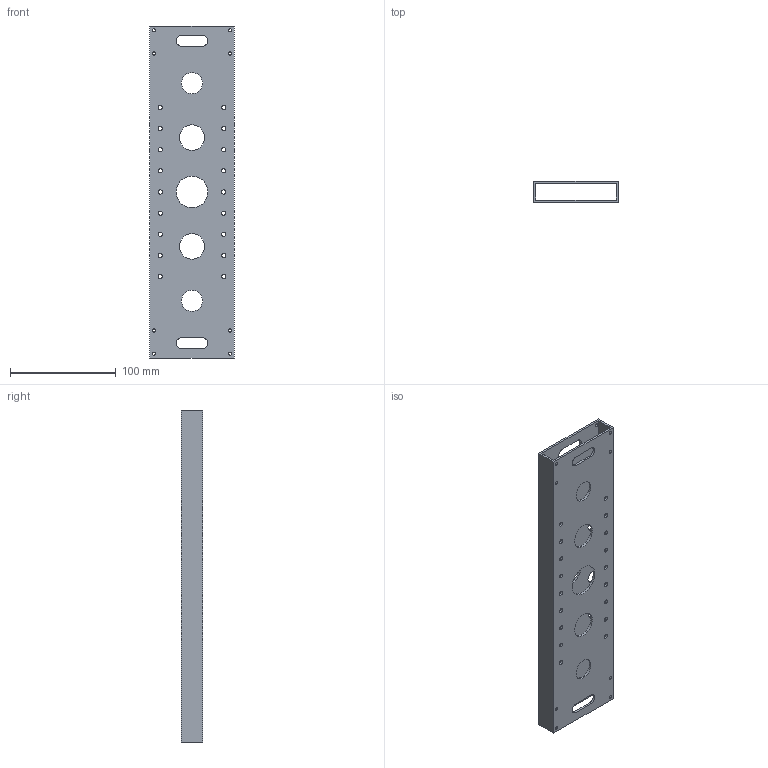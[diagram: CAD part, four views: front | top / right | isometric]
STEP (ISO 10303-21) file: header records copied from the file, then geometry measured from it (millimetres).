
FILE_DESCRIPTION (( 'STEP AP203' ), '1' );
FILE_NAME ('ｵﾗﾅﾌｼﾓﾇｿｺ眞ｺﾊﾘｻ､ﾊﾞｳ､.STEP', '2024-11-05T11:32:25', ( '' ), ( '' ), 'SwSTEP 2.0', 'SolidWorks 2020', '' );
FILE_SCHEMA (( 'CONFIG_CONTROL_DESIGN' ));
Length unit declared in the file: millimetre
Products named in the file (1): ｵﾗﾅﾌｼﾓﾇｿｺ眞ｺﾊﾘｻ､ﾊﾞｳ､
Bounding box: 80 x 20 x 314 mm (x, y, z)
Volume: 104637.8 mm3; surface area: 109571.1 mm2
Topology: 1 solids, 1 shells, 154 faces, 456 edges, 304 vertices
Faces by surface type: cylinder 136, plane 18
Entity records: 5657 total; most frequent: DIRECTION 1038, CARTESIAN_POINT 915, ORIENTED_EDGE 912, EDGE_CURVE 456, AXIS2_PLACEMENT_3D 427, VERTEX_POINT 304, EDGE_LOOP 288, CIRCLE 272
